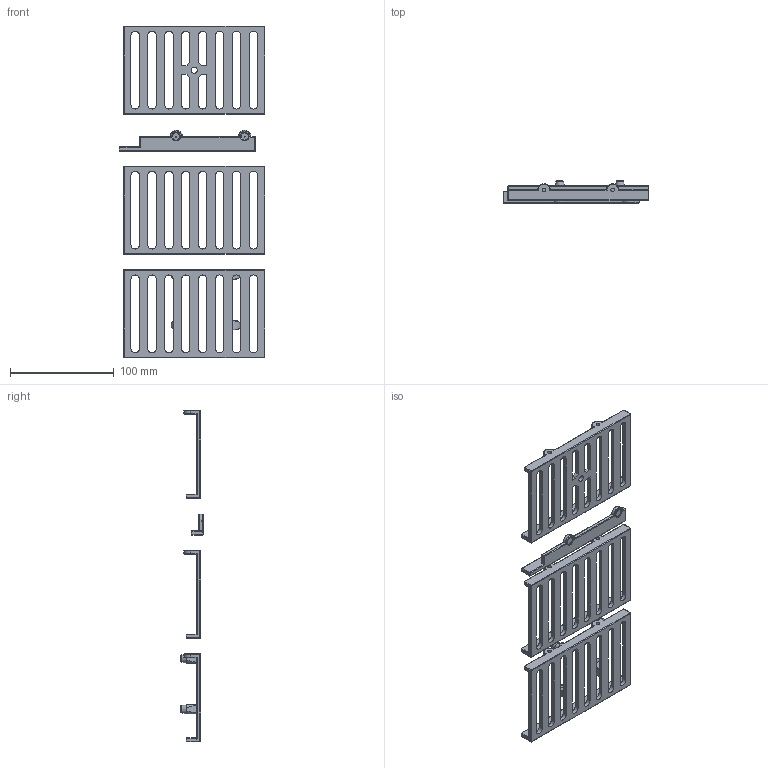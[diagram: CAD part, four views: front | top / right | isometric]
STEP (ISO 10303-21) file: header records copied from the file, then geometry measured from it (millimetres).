
FILE_DESCRIPTION(/* description */ ('','CAx-IF Rec.Pracs.---Representation and Presentation of Product Manufacturing Information (PMI)---4.0---2014-10-13'),/* implementation_level */ '2;1');
FILE_NAME(/* name */ 'side_covers.step',/* time_stamp */ '2024-12-16T11:57:33+01:00',/* author */ (''),/* organization */ (''),/* preprocessor_version */ 'ST-DEVELOPER v20',/* originating_system */ 'Autodesk Translation Framework v13.20.0.188',/* authorisation */ '');
FILE_SCHEMA (('AP242_MANAGED_MODEL_BASED_3D_ENGINEERING_MIM_LF { 1 0 10303 442 1 1 4 }'));
Length unit declared in the file: millimetre
Products named in the file (5): side_covers; SideCover; SideCoverPi; DrillingTemplate; SideCoverWithSwitch
Assembly tree (4 placements, depth 2):
  side_covers
    SideCover
    SideCoverPi
    DrillingTemplate
    SideCoverWithSwitch
Bounding box: 140.54 x 21.48 x 320 mm (x, y, z)
Volume: 123928.9 mm3; surface area: 85172 mm2
Topology: 5 solids, 5 shells, 458 faces, 1097 edges, 652 vertices
Faces by surface type: cylinder 206, plane 146, sphere 47, torus 38, bspline 15, cone 6
Full cylindrical faces by diameter (mm): 1 x2, 3.5 x6, 3.8 x4, 6 x1
Entity records: 14846 total; most frequent: CARTESIAN_POINT 3904, DIRECTION 2354, ORIENTED_EDGE 2180, EDGE_CURVE 1090, AXIS2_PLACEMENT_3D 902, VERTEX_POINT 652, LINE 550, VECTOR 550
